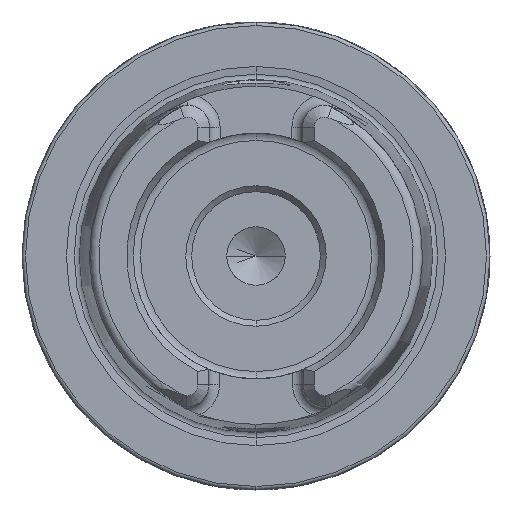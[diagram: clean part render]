
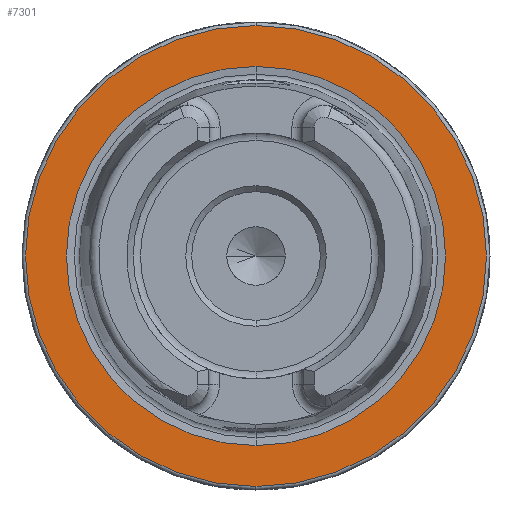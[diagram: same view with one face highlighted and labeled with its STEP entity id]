
A CAD part, left-side view. The second image highlights one B-rep face of the part: STEP entity #7301.
In plain terms, the highlighted planar face has unit normal (-1, 0, 0).
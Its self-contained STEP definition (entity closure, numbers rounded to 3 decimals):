
#1082 = VERTEX_POINT ( 'NONE', #1173 ) ;
#1083 = VERTEX_POINT ( 'NONE', #1174 ) ;
#1085 = VERTEX_POINT ( 'NONE', #1176 ) ;
#1090 = VERTEX_POINT ( 'NONE', #1181 ) ;
#1173 = CARTESIAN_POINT ( 'NONE',  ( 0., 0., -19.7 ) ) ;
#1174 = CARTESIAN_POINT ( 'NONE',  ( 0., 0., 19.7 ) ) ;
#1176 = CARTESIAN_POINT ( 'NONE',  ( 0., 0., 16.207 ) ) ;
#1181 = CARTESIAN_POINT ( 'NONE',  ( 0., 0., -16.207 ) ) ;
#1518 = CIRCLE ( 'NONE', #10001, 19.7 ) ;
#1519 = CIRCLE ( 'NONE', #10002, 16.207 ) ;
#3217 = CARTESIAN_POINT ( 'NONE',  ( 0., 0., 0. ) ) ;
#3218 = DIRECTION ( 'NONE',  ( -1., 0., 0. ) ) ;
#3219 = DIRECTION ( 'NONE',  ( 0., 0., 1. ) ) ;
#3220 = CARTESIAN_POINT ( 'NONE',  ( 0., 0., 0. ) ) ;
#3221 = DIRECTION ( 'NONE',  ( -1., 0., 0. ) ) ;
#3222 = DIRECTION ( 'NONE',  ( 0., 0., 1. ) ) ;
#4929 = CARTESIAN_POINT ( 'NONE',  ( 0., 0., 0. ) ) ;
#4930 = DIRECTION ( 'NONE',  ( -1., 0., 0. ) ) ;
#4931 = DIRECTION ( 'NONE',  ( 0., 0., 1. ) ) ;
#4940 = CARTESIAN_POINT ( 'NONE',  ( 0., 0., 0. ) ) ;
#4941 = DIRECTION ( 'NONE',  ( -1., 0., 0. ) ) ;
#4942 = DIRECTION ( 'NONE',  ( 0., 0., 1. ) ) ;
#5062 = CARTESIAN_POINT ( 'NONE',  ( 0., 19.7, 0. ) ) ;
#5063 = PLANE ( 'NONE',  #5359 ) ;
#5068 = DIRECTION ( 'NONE',  ( 1., 0., 0. ) ) ;
#5069 = DIRECTION ( 'NONE',  ( 0., 0., -1. ) ) ;
#5332 = AXIS2_PLACEMENT_3D ( 'NONE', #4929, #4930, #4931 ) ;
#5335 = AXIS2_PLACEMENT_3D ( 'NONE', #4940, #4941, #4942 ) ;
#5359 = AXIS2_PLACEMENT_3D ( 'NONE', #5062, #5068, #5069 ) ;
#5830 = CIRCLE ( 'NONE', #5332, 16.207 ) ;
#5837 = CIRCLE ( 'NONE', #5335, 19.7 ) ;
#5885 = FACE_BOUND ( 'NONE', #8689, .T. ) ;
#5891 = FACE_OUTER_BOUND ( 'NONE', #8115, .T. ) ;
#6920 = EDGE_CURVE ( 'NONE', #1090, #1085, #5830, .T. ) ;
#6924 = EDGE_CURVE ( 'NONE', #1083, #1082, #5837, .T. ) ;
#7301 = ADVANCED_FACE ( 'NONE', ( #5885, #5891 ), #5063, .F. ) ;
#8115 = EDGE_LOOP ( 'NONE', ( #10205, #10206 ) ) ;
#8689 = EDGE_LOOP ( 'NONE', ( #10203, #10204 ) ) ;
#10001 = AXIS2_PLACEMENT_3D ( 'NONE', #3217, #3218, #3219 ) ;
#10002 = AXIS2_PLACEMENT_3D ( 'NONE', #3220, #3221, #3222 ) ;
#10203 = ORIENTED_EDGE ( 'NONE', *, *, #11093, .F. ) ;
#10204 = ORIENTED_EDGE ( 'NONE', *, *, #6920, .F. ) ;
#10205 = ORIENTED_EDGE ( 'NONE', *, *, #6924, .T. ) ;
#10206 = ORIENTED_EDGE ( 'NONE', *, *, #11092, .T. ) ;
#11092 = EDGE_CURVE ( 'NONE', #1082, #1083, #1518, .T. ) ;
#11093 = EDGE_CURVE ( 'NONE', #1085, #1090, #1519, .T. ) ;
